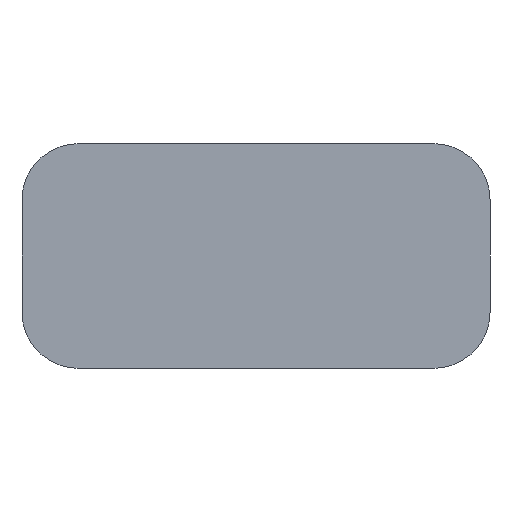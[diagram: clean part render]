
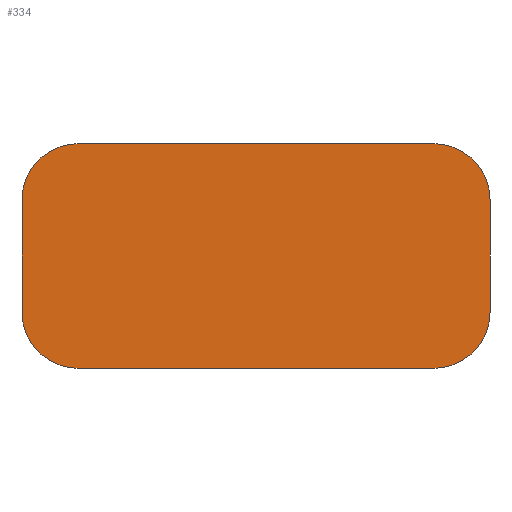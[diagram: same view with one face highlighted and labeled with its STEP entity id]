
A CAD part, front view. The second image highlights one B-rep face of the part: STEP entity #334.
In plain terms, the highlighted planar face has unit normal (0, -1, 0).
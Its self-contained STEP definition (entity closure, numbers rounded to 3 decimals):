
#3 = EDGE_CURVE ( 'NONE', #295, #23, #270, .T. ) ;
#6 = AXIS2_PLACEMENT_3D ( 'NONE', #91, #256, #196 ) ;
#7 = DIRECTION ( 'NONE',  ( 0., -1., 0. ) ) ;
#9 = DIRECTION ( 'NONE',  ( 0., -1., 0. ) ) ;
#20 = CIRCLE ( 'NONE', #6, 3. ) ;
#22 = EDGE_CURVE ( 'NONE', #262, #63, #37, .T. ) ;
#23 = VERTEX_POINT ( 'NONE', #59 ) ;
#34 = AXIS2_PLACEMENT_3D ( 'NONE', #130, #9, #110 ) ;
#36 = CARTESIAN_POINT ( 'NONE',  ( 3., 0., -3. ) ) ;
#37 = LINE ( 'NONE', #246, #77 ) ;
#49 = VERTEX_POINT ( 'NONE', #185 ) ;
#50 = VERTEX_POINT ( 'NONE', #158 ) ;
#56 = VECTOR ( 'NONE', #258, 1000. ) ;
#59 = CARTESIAN_POINT ( 'NONE',  ( 25., 0., -9. ) ) ;
#60 = DIRECTION ( 'NONE',  ( 0., 0., -1. ) ) ;
#63 = VERTEX_POINT ( 'NONE', #103 ) ;
#69 = CARTESIAN_POINT ( 'NONE',  ( 3., 0., -9. ) ) ;
#73 = VERTEX_POINT ( 'NONE', #189 ) ;
#76 = ORIENTED_EDGE ( 'NONE', *, *, #3, .F. ) ;
#77 = VECTOR ( 'NONE', #160, 1000. ) ;
#80 = EDGE_CURVE ( 'NONE', #73, #50, #131, .T. ) ;
#90 = LINE ( 'NONE', #118, #56 ) ;
#91 = CARTESIAN_POINT ( 'NONE',  ( 22., 0., -9. ) ) ;
#98 = EDGE_LOOP ( 'NONE', ( #339, #125, #265, #236, #76, #173, #187, #99 ) ) ;
#99 = ORIENTED_EDGE ( 'NONE', *, *, #341, .T. ) ;
#103 = CARTESIAN_POINT ( 'NONE',  ( 3., 0., -12. ) ) ;
#110 = DIRECTION ( 'NONE',  ( 0., 0., -1. ) ) ;
#118 = CARTESIAN_POINT ( 'NONE',  ( 0., 0., 0. ) ) ;
#125 = ORIENTED_EDGE ( 'NONE', *, *, #161, .T. ) ;
#130 = CARTESIAN_POINT ( 'NONE',  ( 0., 0., 0. ) ) ;
#131 = LINE ( 'NONE', #298, #337 ) ;
#142 = CARTESIAN_POINT ( 'NONE',  ( 22., 0., -12. ) ) ;
#154 = AXIS2_PLACEMENT_3D ( 'NONE', #305, #177, #249 ) ;
#158 = CARTESIAN_POINT ( 'NONE',  ( 22., 0., 0. ) ) ;
#160 = DIRECTION ( 'NONE',  ( -1., 0., 0. ) ) ;
#161 = EDGE_CURVE ( 'NONE', #49, #63, #229, .T. ) ;
#173 = ORIENTED_EDGE ( 'NONE', *, *, #267, .T. ) ;
#177 = DIRECTION ( 'NONE',  ( 0., -1., 0. ) ) ;
#182 = CARTESIAN_POINT ( 'NONE',  ( 25., 0., -3. ) ) ;
#185 = CARTESIAN_POINT ( 'NONE',  ( 0., 0., -9. ) ) ;
#187 = ORIENTED_EDGE ( 'NONE', *, *, #80, .F. ) ;
#189 = CARTESIAN_POINT ( 'NONE',  ( 3., 0., 0. ) ) ;
#192 = CARTESIAN_POINT ( 'NONE',  ( 0., 0., -3. ) ) ;
#194 = CIRCLE ( 'NONE', #154, 3. ) ;
#196 = DIRECTION ( 'NONE',  ( 0., 0., -1. ) ) ;
#200 = VECTOR ( 'NONE', #60, 1000. ) ;
#204 = VERTEX_POINT ( 'NONE', #192 ) ;
#225 = EDGE_CURVE ( 'NONE', #49, #204, #90, .T. ) ;
#229 = CIRCLE ( 'NONE', #279, 3. ) ;
#236 = ORIENTED_EDGE ( 'NONE', *, *, #264, .T. ) ;
#237 = AXIS2_PLACEMENT_3D ( 'NONE', #36, #7, #320 ) ;
#243 = CARTESIAN_POINT ( 'NONE',  ( 25., 0., 0. ) ) ;
#246 = CARTESIAN_POINT ( 'NONE',  ( 0., 0., -12. ) ) ;
#249 = DIRECTION ( 'NONE',  ( 0., 0., -1. ) ) ;
#250 = PLANE ( 'NONE',  #34 ) ;
#256 = DIRECTION ( 'NONE',  ( 0., -1., 0. ) ) ;
#258 = DIRECTION ( 'NONE',  ( 0., 0., 1. ) ) ;
#262 = VERTEX_POINT ( 'NONE', #142 ) ;
#264 = EDGE_CURVE ( 'NONE', #262, #23, #20, .T. ) ;
#265 = ORIENTED_EDGE ( 'NONE', *, *, #22, .F. ) ;
#267 = EDGE_CURVE ( 'NONE', #295, #50, #194, .T. ) ;
#270 = LINE ( 'NONE', #243, #200 ) ;
#271 = FACE_OUTER_BOUND ( 'NONE', #98, .T. ) ;
#275 = DIRECTION ( 'NONE',  ( 1., 0., 0. ) ) ;
#279 = AXIS2_PLACEMENT_3D ( 'NONE', #69, #329, #327 ) ;
#288 = CIRCLE ( 'NONE', #237, 3. ) ;
#295 = VERTEX_POINT ( 'NONE', #182 ) ;
#298 = CARTESIAN_POINT ( 'NONE',  ( 0., 0., 0. ) ) ;
#305 = CARTESIAN_POINT ( 'NONE',  ( 22., 0., -3. ) ) ;
#320 = DIRECTION ( 'NONE',  ( 0., 0., -1. ) ) ;
#327 = DIRECTION ( 'NONE',  ( 0., 0., -1. ) ) ;
#329 = DIRECTION ( 'NONE',  ( 0., -1., 0. ) ) ;
#334 = ADVANCED_FACE ( 'NONE', ( #271 ), #250, .T. ) ;
#337 = VECTOR ( 'NONE', #275, 1000. ) ;
#339 = ORIENTED_EDGE ( 'NONE', *, *, #225, .F. ) ;
#341 = EDGE_CURVE ( 'NONE', #73, #204, #288, .T. ) ;
